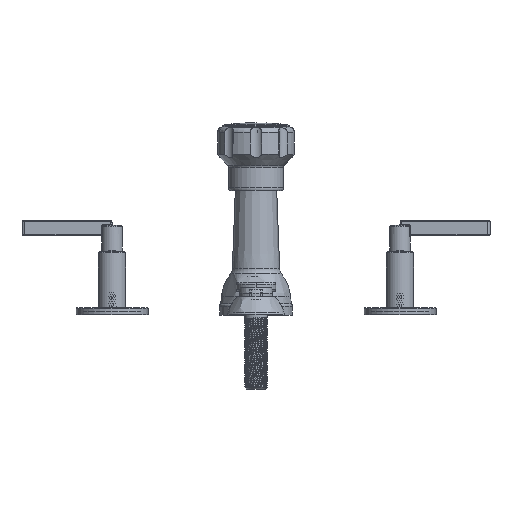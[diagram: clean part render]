
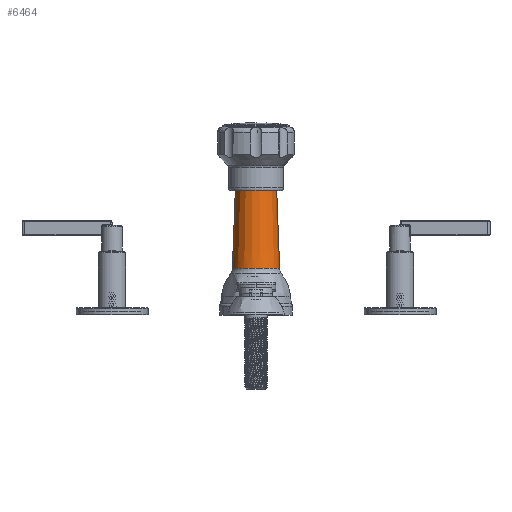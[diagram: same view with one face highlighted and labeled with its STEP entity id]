
A CAD part, top view. The second image highlights one B-rep face of the part: STEP entity #6464.
In plain terms, the highlighted conical face has half-angle 2.15 degrees and reference radius 15.518 mm.
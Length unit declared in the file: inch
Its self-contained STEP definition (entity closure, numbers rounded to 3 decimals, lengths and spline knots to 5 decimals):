
#3441=CARTESIAN_POINT('',(0.,1.30334,0.));
#3442=DIRECTION('',(0.,-1.,0.));
#3443=DIRECTION('',(1.,0.,0.));
#3444=AXIS2_PLACEMENT_3D('',#3441,#3442,#3443);
#3456=DIRECTION('',(-0.038,0.999,0.));
#3457=VECTOR('',#3456,2.44838);
#3458=CARTESIAN_POINT('',(0.65687,1.30334,
0.));
#3459=LINE('',#3458,#3457);
#3460=DIRECTION('',(0.038,0.999,0.));
#3461=VECTOR('',#3460,2.44838);
#3462=CARTESIAN_POINT('',(-0.65687,1.30334,
0.));
#3463=LINE('',#3462,#3461);
#3499=CARTESIAN_POINT('',(0.,3.75,0.));
#3500=DIRECTION('',(0.,-1.,0.));
#3501=DIRECTION('',(1.,0.,0.));
#3502=AXIS2_PLACEMENT_3D('',#3499,#3500,#3501);
#3714=CARTESIAN_POINT('',(0.565,3.75,0.));
#3715=CARTESIAN_POINT('',(-0.565,3.75,0.));
#3716=VERTEX_POINT('',#3714);
#3717=VERTEX_POINT('',#3715);
#3784=CARTESIAN_POINT('',(-0.65687,1.30334,0.));
#3785=CARTESIAN_POINT('',(0.65687,1.30334,0.));
#3786=VERTEX_POINT('',#3784);
#3787=VERTEX_POINT('',#3785);
#6450=CARTESIAN_POINT('',(0.,2.52667,0.));
#6451=DIRECTION('',(0.,-1.,0.));
#6452=DIRECTION('',(-1.,0.,0.));
#6453=AXIS2_PLACEMENT_3D('',#6450,#6451,#6452);
#6454=CONICAL_SURFACE('',#6453,0.61094,2.15);
#6455=ORIENTED_EDGE('',*,*,#6440,.T.);
#6457=ORIENTED_EDGE('',*,*,#6456,.T.);
#6459=ORIENTED_EDGE('',*,*,#6458,.F.);
#6461=ORIENTED_EDGE('',*,*,#6460,.F.);
#6462=EDGE_LOOP('',(#6455,#6457,#6459,#6461));
#6463=FACE_OUTER_BOUND('',#6462,.F.);
#6464=ADVANCED_FACE('',(#6463),#6454,.T.);
#3445=CIRCLE('',#3444,0.65687);
#3503=CIRCLE('',#3502,0.565);
#6440=EDGE_CURVE('',#3787,#3786,#3445,.T.);
#6456=EDGE_CURVE('',#3786,#3717,#3463,.T.);
#6458=EDGE_CURVE('',#3716,#3717,#3503,.T.);
#6460=EDGE_CURVE('',#3787,#3716,#3459,.T.);
